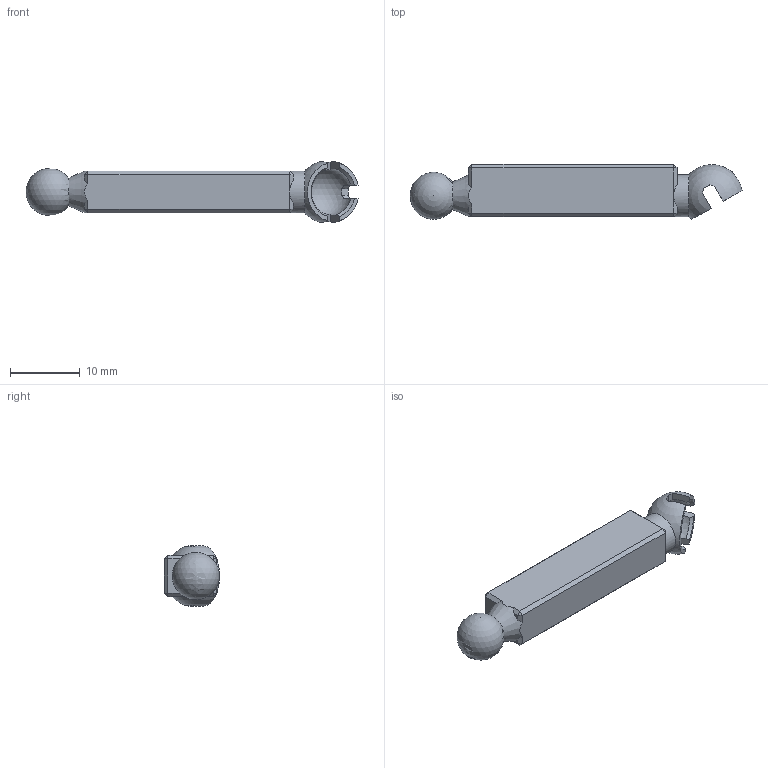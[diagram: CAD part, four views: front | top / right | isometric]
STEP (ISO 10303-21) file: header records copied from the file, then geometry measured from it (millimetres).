
FILE_DESCRIPTION(/* description */ (''),/* implementation_level */ '2;1');
FILE_NAME(/* name */ 'brazo.step',/* time_stamp */ '2020-09-29T10:27:38-03:00',/* author */ (''),/* organization */ (''),/* preprocessor_version */ 'ST-DEVELOPER v18.1',/* originating_system */ 'Autodesk Translation Framework v9.3.0.1241',/* authorisation */ '');
FILE_SCHEMA (('AUTOMOTIVE_DESIGN { 1 0 10303 214 3 1 1 }'));
Length unit declared in the file: millimetre
Products named in the file (1): arm_upper
Bounding box: 47.71 x 7.92 x 8.76 mm (x, y, z)
Volume: 1683.4 mm3; surface area: 1243.4 mm2
Topology: 1 solids, 1 shells, 62 faces, 154 edges, 94 vertices
Faces by surface type: plane 54, cone 4, sphere 3, cylinder 1
Full cylindrical faces by diameter (mm): 6 x1
Entity records: 1841 total; most frequent: CARTESIAN_POINT 333, DIRECTION 326, ORIENTED_EDGE 304, EDGE_CURVE 152, AXIS2_PLACEMENT_3D 123, VERTEX_POINT 94, LINE 80, VECTOR 80
